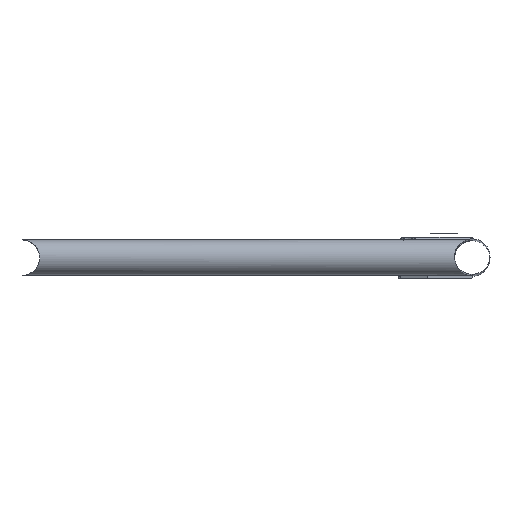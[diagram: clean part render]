
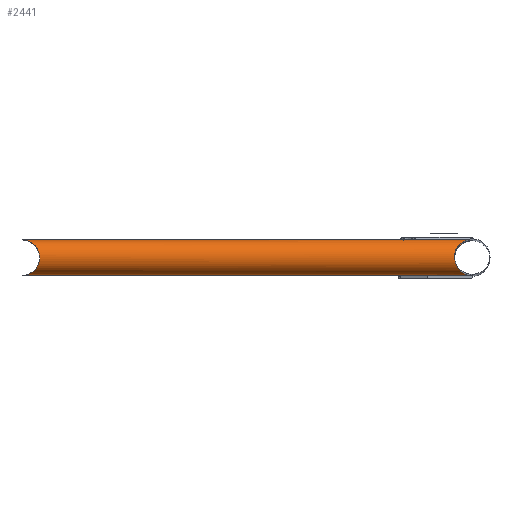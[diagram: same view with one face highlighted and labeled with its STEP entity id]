
A CAD part, top view. The second image highlights one B-rep face of the part: STEP entity #2441.
In plain terms, the highlighted cylindrical face has radius 12.8 mm (diameter 25.6 mm), a full revolution.
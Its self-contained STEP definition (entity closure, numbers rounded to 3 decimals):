
#35 = CARTESIAN_POINT ( 'NONE',  ( 162.5, 81.8, 317.652 ) ) ;
#126 = AXIS2_PLACEMENT_3D ( 'NONE', #1506, #1260, #1245 ) ;
#132 = ORIENTED_EDGE ( 'NONE', *, *, #2203, .F. ) ;
#189 = FACE_OUTER_BOUND ( 'NONE', #1600, .T. ) ;
#202 = FACE_OUTER_BOUND ( 'NONE', #2519, .T. ) ;
#204 = ORIENTED_EDGE ( 'NONE', *, *, #1887, .F. ) ;
#223 = CARTESIAN_POINT ( 'NONE',  ( 137.1, 81.8, 292.052 ) ) ;
#346 = CARTESIAN_POINT ( 'NONE',  ( -162.5, 56.2, 317.652 ) ) ;
#416 = EDGE_CURVE ( 'NONE', #845, #490, #783, .T. ) ;
#461 = CARTESIAN_POINT ( 'NONE',  ( 162.5, 56.2, 317.652 ) ) ;
#463 = CARTESIAN_POINT ( 'NONE',  ( -162.5, 81.8, 317.652 ) ) ;
#480 = CARTESIAN_POINT ( 'NONE',  ( 162.5, 81.8, 317.652 ) ) ;
#490 = VERTEX_POINT ( 'NONE', #463 ) ;
#666 = CARTESIAN_POINT ( 'NONE',  ( 137.1, 56.2, 343.252 ) ) ;
#727 = CARTESIAN_POINT ( 'NONE',  ( -137.1, 81.8, 343.252 ) ) ;
#783 =( BOUNDED_CURVE ( )  B_SPLINE_CURVE ( 3, ( #2541, #1839, #727, #1251 ),
 .UNSPECIFIED., .F., .T. ) 
 B_SPLINE_CURVE_WITH_KNOTS ( ( 4, 4 ),
 ( 1.571, 4.712 ),
 .UNSPECIFIED. ) 
 CURVE ( )  GEOMETRIC_REPRESENTATION_ITEM ( )  RATIONAL_B_SPLINE_CURVE ( ( 1., 0.333, 0.333, 1. ) ) 
 REPRESENTATION_ITEM ( '' )  );
#805 = ORIENTED_EDGE ( 'NONE', *, *, #1576, .F. ) ;
#845 = VERTEX_POINT ( 'NONE', #346 ) ;
#1017 = CARTESIAN_POINT ( 'NONE',  ( -162.5, 81.8, 317.652 ) ) ;
#1245 = DIRECTION ( 'NONE',  ( 0., 0., 1. ) ) ;
#1251 = CARTESIAN_POINT ( 'NONE',  ( -162.5, 81.8, 317.652 ) ) ;
#1255 = CARTESIAN_POINT ( 'NONE',  ( -162.5, 56.2, 317.652 ) ) ;
#1260 = DIRECTION ( 'NONE',  ( -1., 0., 0. ) ) ;
#1277 = VERTEX_POINT ( 'NONE', #2133 ) ;
#1322 = CARTESIAN_POINT ( 'NONE',  ( 162.5, 81.8, 317.652 ) ) ;
#1455 = CARTESIAN_POINT ( 'NONE',  ( -137.1, 81.8, 292.052 ) ) ;
#1506 = CARTESIAN_POINT ( 'NONE',  ( 162.5, 69., 317.652 ) ) ;
#1553 = CARTESIAN_POINT ( 'NONE',  ( 162.5, 56.2, 317.652 ) ) ;
#1576 = EDGE_CURVE ( 'NONE', #2677, #1277, #2453, .T. ) ;
#1600 = EDGE_LOOP ( 'NONE', ( #805, #132 ) ) ;
#1839 = CARTESIAN_POINT ( 'NONE',  ( -137.1, 56.2, 343.252 ) ) ;
#1887 = EDGE_CURVE ( 'NONE', #490, #845, #1888, .T. ) ;
#1888 =( BOUNDED_CURVE ( )  B_SPLINE_CURVE ( 3, ( #1017, #1455, #2344, #1255 ),
 .UNSPECIFIED., .F., .T. ) 
 B_SPLINE_CURVE_WITH_KNOTS ( ( 4, 4 ),
 ( 1.571, 4.712 ),
 .UNSPECIFIED. ) 
 CURVE ( )  GEOMETRIC_REPRESENTATION_ITEM ( )  RATIONAL_B_SPLINE_CURVE ( ( 1., 0.333, 0.333, 1. ) ) 
 REPRESENTATION_ITEM ( '' )  );
#1912 = CYLINDRICAL_SURFACE ( 'NONE', #126, 12.8 ) ;
#2133 = CARTESIAN_POINT ( 'NONE',  ( 162.5, 56.2, 317.652 ) ) ;
#2203 = EDGE_CURVE ( 'NONE', #1277, #2677, #2261, .T. ) ;
#2261 =( BOUNDED_CURVE ( )  B_SPLINE_CURVE ( 3, ( #461, #2437, #223, #35 ),
 .UNSPECIFIED., .F., .T. ) 
 B_SPLINE_CURVE_WITH_KNOTS ( ( 4, 4 ),
 ( 4.712, 7.854 ),
 .UNSPECIFIED. ) 
 CURVE ( )  GEOMETRIC_REPRESENTATION_ITEM ( )  RATIONAL_B_SPLINE_CURVE ( ( 1., 0.333, 0.333, 1. ) ) 
 REPRESENTATION_ITEM ( '' )  );
#2344 = CARTESIAN_POINT ( 'NONE',  ( -137.1, 56.2, 292.052 ) ) ;
#2437 = CARTESIAN_POINT ( 'NONE',  ( 137.1, 56.2, 292.052 ) ) ;
#2441 = ADVANCED_FACE ( 'NONE', ( #189, #202 ), #1912, .T. ) ;
#2453 =( BOUNDED_CURVE ( )  B_SPLINE_CURVE ( 3, ( #1322, #2640, #666, #1553 ),
 .UNSPECIFIED., .F., .F. ) 
 B_SPLINE_CURVE_WITH_KNOTS ( ( 4, 4 ),
 ( 4.712, 7.854 ),
 .UNSPECIFIED. ) 
 CURVE ( )  GEOMETRIC_REPRESENTATION_ITEM ( )  RATIONAL_B_SPLINE_CURVE ( ( 1., 0.333, 0.333, 1. ) ) 
 REPRESENTATION_ITEM ( '' )  );
#2460 = ORIENTED_EDGE ( 'NONE', *, *, #416, .F. ) ;
#2519 = EDGE_LOOP ( 'NONE', ( #204, #2460 ) ) ;
#2541 = CARTESIAN_POINT ( 'NONE',  ( -162.5, 56.2, 317.652 ) ) ;
#2640 = CARTESIAN_POINT ( 'NONE',  ( 137.1, 81.8, 343.252 ) ) ;
#2677 = VERTEX_POINT ( 'NONE', #480 ) ;
